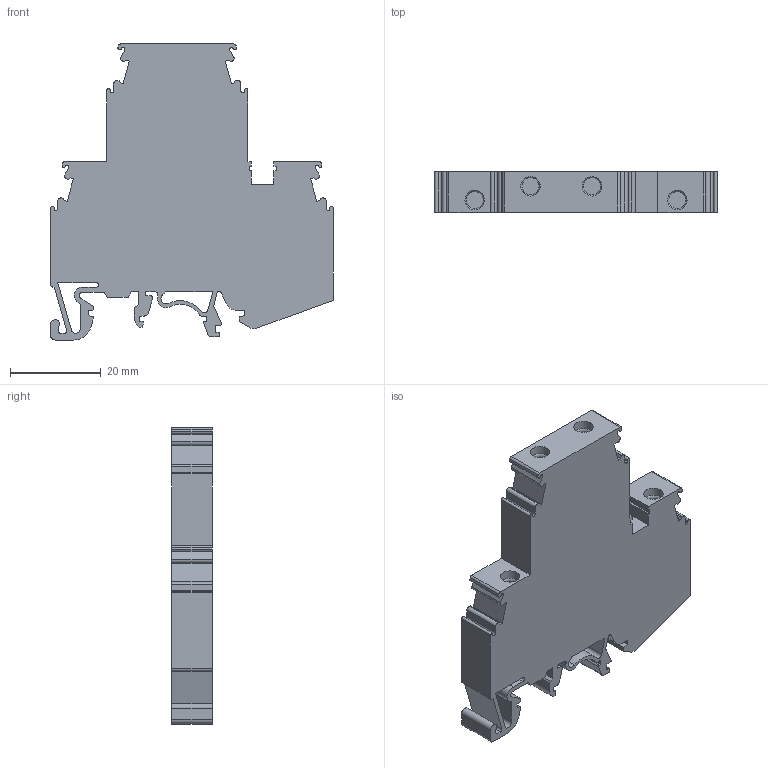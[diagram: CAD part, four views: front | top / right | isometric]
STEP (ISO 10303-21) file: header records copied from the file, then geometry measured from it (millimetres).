
FILE_DESCRIPTION(/* description */ ('Unknown'),/* implementation_level */ '2;1');
FILE_NAME(/* name */ 'KUDD4NH',/* time_stamp */ '2016-10-08T11:09:27+06:00',/* author */ ('Unknown'),/* organization */ ('Unknown'),/* preprocessor_version */ 'ST-DEVELOPER v16',/* originating_system */ 'DEX',/* authorisation */ $);
FILE_SCHEMA (('AUTOMOTIVE_DESIGN {1 0 10303 214 3 1 1}'));
Length unit declared in the file: millimetre
Products named in the file (1): KUDD4NH
Bounding box: 62.5 x 9 x 65.4 mm (x, y, z)
Volume: 23398.8 mm3; surface area: 9656.2 mm2
Topology: 1 solids, 1 shells, 226 faces, 639 edges, 424 vertices
Faces by surface type: plane 139, cylinder 83, torus 4
Full cylindrical faces by diameter (mm): 2.4 x4, 4.1 x4, 4.3 x4
Entity records: 7261 total; most frequent: CARTESIAN_POINT 1270, ORIENTED_EDGE 1242, DIRECTION 1241, EDGE_CURVE 621, LINE 455, VECTOR 455, VERTEX_POINT 422, AXIS2_PLACEMENT_3D 393
